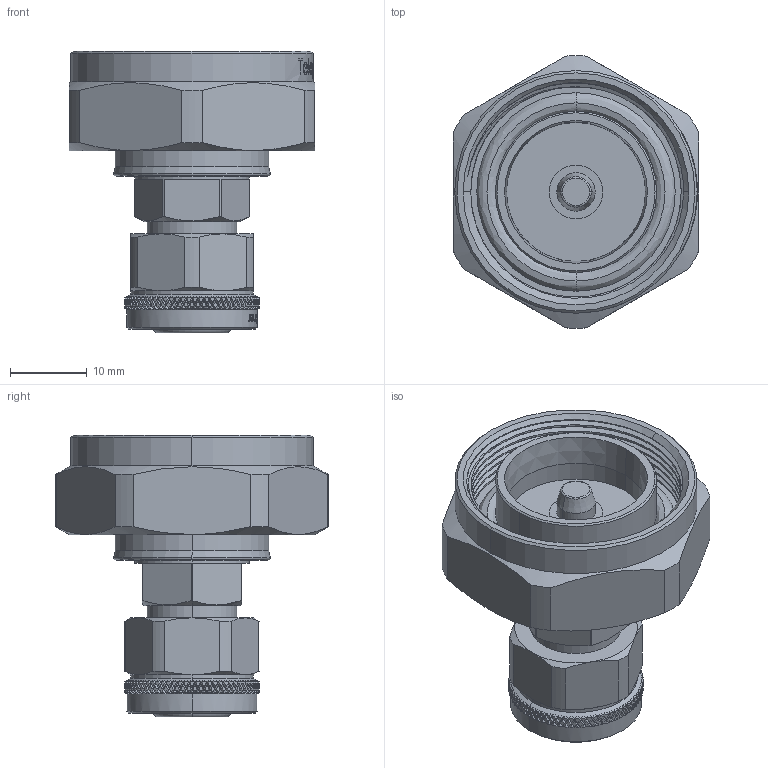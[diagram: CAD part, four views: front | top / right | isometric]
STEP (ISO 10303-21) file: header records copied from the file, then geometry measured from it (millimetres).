
FILE_DESCRIPTION (( 'STEP AP214' ), '1' );
FILE_NAME ('J01122A0030.STEP', '2018-08-02T12:14:06', ( '' ), ( '' ), 'SwSTEP 2.0', 'SolidWorks 2017', '' );
FILE_SCHEMA (( 'AUTOMOTIVE_DESIGN' ));
Length unit declared in the file: millimetre
Products named in the file (1): J01122A0030
Bounding box: 32 x 35.49 x 36.7 mm (x, y, z)
Volume: 12097.7 mm3; surface area: 6819.3 mm2
Topology: 1 solids, 1 shells, 1679 faces, 3851 edges, 2220 vertices
Faces by surface type: plane 1071, cylinder 306, bspline 171, cone 117, torus 14
Entity records: 75231 total; most frequent: CARTESIAN_POINT 23652, ORIENTED_EDGE 7702, DIRECTION 5766, EDGE_CURVE 3851, VERTEX_POINT 2220, AXIS2_PLACEMENT_3D 2074, EDGE_LOOP 1725, ADVANCED_FACE 1679
